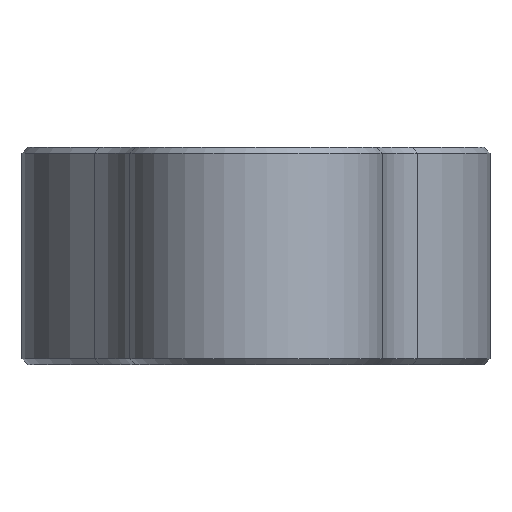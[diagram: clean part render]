
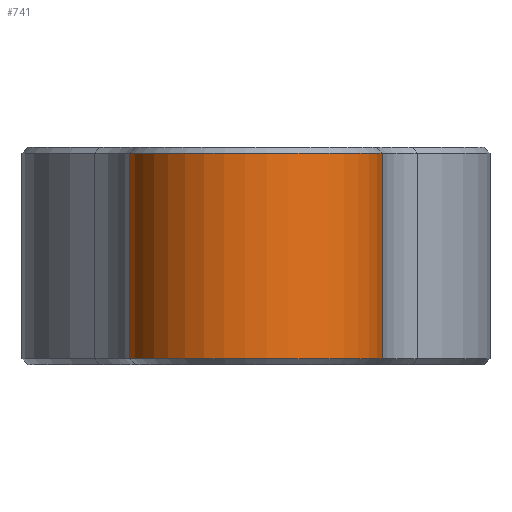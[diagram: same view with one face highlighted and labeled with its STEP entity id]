
A CAD part, front view. The second image highlights one B-rep face of the part: STEP entity #741.
In plain terms, the highlighted cylindrical face has radius 1.76 mm (diameter 3.52 mm), a partial arc.
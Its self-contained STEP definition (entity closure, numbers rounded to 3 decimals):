
#1 = CARTESIAN_POINT ( 'NONE',  ( 0., -3.35, 3.592 ) ) ;
#7 = CIRCLE ( 'NONE', #964, 1.76 ) ;
#95 = ORIENTED_EDGE ( 'NONE', *, *, #339, .T. ) ;
#282 = LINE ( 'NONE', #898, #966 ) ;
#292 = ORIENTED_EDGE ( 'NONE', *, *, #1509, .F. ) ;
#294 = CARTESIAN_POINT ( 'NONE',  ( -1.743, -3.592, 3.592 ) ) ;
#304 = CARTESIAN_POINT ( 'NONE',  ( 1.743, -3.592, 0.472 ) ) ;
#339 = EDGE_CURVE ( 'NONE', #1046, #370, #1072, .T. ) ;
#370 = VERTEX_POINT ( 'NONE', #458 ) ;
#447 = DIRECTION ( 'NONE',  ( -1., 0., 0. ) ) ;
#458 = CARTESIAN_POINT ( 'NONE',  ( -1.743, -3.592, 0.472 ) ) ;
#476 = DIRECTION ( 'NONE',  ( 0., 0., -1. ) ) ;
#674 = EDGE_CURVE ( 'NONE', #370, #1783, #7, .T. ) ;
#741 = ADVANCED_FACE ( 'NONE', ( #742 ), #1692, .T. ) ;
#742 = FACE_OUTER_BOUND ( 'NONE', #1250, .T. ) ;
#823 = DIRECTION ( 'NONE',  ( 0., 0., 1. ) ) ;
#825 = EDGE_CURVE ( 'NONE', #1783, #1540, #282, .T. ) ;
#843 = CARTESIAN_POINT ( 'NONE',  ( 1.743, -3.592, 3.312 ) ) ;
#857 = DIRECTION ( 'NONE',  ( 1., 0., 0. ) ) ;
#887 = AXIS2_PLACEMENT_3D ( 'NONE', #1312, #823, #857 ) ;
#898 = CARTESIAN_POINT ( 'NONE',  ( 1.743, -3.592, 3.592 ) ) ;
#964 = AXIS2_PLACEMENT_3D ( 'NONE', #1929, #1619, #1772 ) ;
#966 = VECTOR ( 'NONE', #1059, 1000. ) ;
#1046 = VERTEX_POINT ( 'NONE', #1291 ) ;
#1059 = DIRECTION ( 'NONE',  ( 0., 0., 1. ) ) ;
#1064 = CIRCLE ( 'NONE', #887, 1.76 ) ;
#1072 = LINE ( 'NONE', #294, #1541 ) ;
#1235 = DIRECTION ( 'NONE',  ( 0., 0., -1. ) ) ;
#1250 = EDGE_LOOP ( 'NONE', ( #1867, #292, #95, #1949 ) ) ;
#1291 = CARTESIAN_POINT ( 'NONE',  ( -1.743, -3.592, 3.312 ) ) ;
#1312 = CARTESIAN_POINT ( 'NONE',  ( 0., -3.35, 3.312 ) ) ;
#1430 = AXIS2_PLACEMENT_3D ( 'NONE', #1, #476, #447 ) ;
#1509 = EDGE_CURVE ( 'NONE', #1046, #1540, #1064, .T. ) ;
#1540 = VERTEX_POINT ( 'NONE', #843 ) ;
#1541 = VECTOR ( 'NONE', #1235, 1000. ) ;
#1619 = DIRECTION ( 'NONE',  ( 0., 0., 1. ) ) ;
#1692 = CYLINDRICAL_SURFACE ( 'NONE', #1430, 1.76 ) ;
#1772 = DIRECTION ( 'NONE',  ( 1., 0., 0. ) ) ;
#1783 = VERTEX_POINT ( 'NONE', #304 ) ;
#1867 = ORIENTED_EDGE ( 'NONE', *, *, #825, .T. ) ;
#1929 = CARTESIAN_POINT ( 'NONE',  ( 0., -3.35, 0.472 ) ) ;
#1949 = ORIENTED_EDGE ( 'NONE', *, *, #674, .T. ) ;
